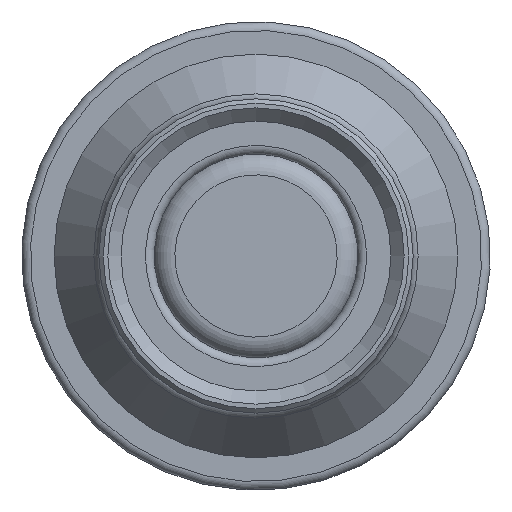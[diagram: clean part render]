
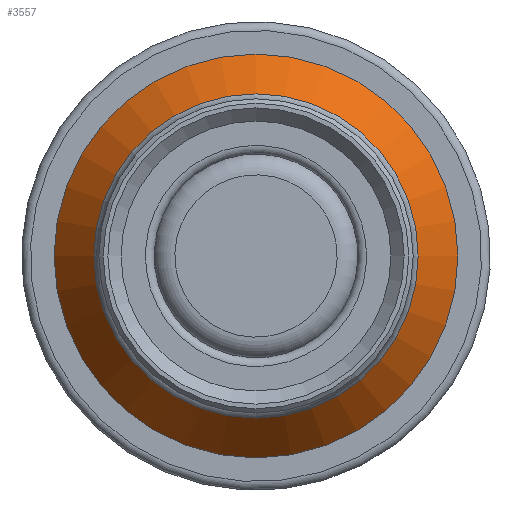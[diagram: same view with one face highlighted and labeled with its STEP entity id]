
A CAD part, front view. The second image highlights one B-rep face of the part: STEP entity #3557.
In plain terms, the highlighted conical face has half-angle 36.076 degrees and reference radius 17.9 mm.
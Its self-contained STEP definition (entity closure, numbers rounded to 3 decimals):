
#111=CONICAL_SURFACE('',#3827,17.9,0.63);
#907=ORIENTED_EDGE('',*,*,#1846,.F.);
#908=ORIENTED_EDGE('',*,*,#1847,.T.);
#1846=EDGE_CURVE('',#2336,#2336,#2652,.F.);
#1847=EDGE_CURVE('',#2337,#2337,#2653,.T.);
#2336=VERTEX_POINT('',#6530);
#2337=VERTEX_POINT('',#6532);
#2652=CIRCLE('',#3828,23.);
#2653=CIRCLE('',#3829,18.475);
#2890=EDGE_LOOP('',(#907));
#2891=EDGE_LOOP('',(#908));
#3214=FACE_BOUND('',#2890,.T.);
#3215=FACE_BOUND('',#2891,.T.);
#3557=ADVANCED_FACE('',(#3214,#3215),#111,.T.);
#3827=AXIS2_PLACEMENT_3D('',#6528,#4336,#4337);
#3828=AXIS2_PLACEMENT_3D('',#6529,#4338,#4339);
#3829=AXIS2_PLACEMENT_3D('',#6531,#4340,#4341);
#4336=DIRECTION('',(0.,1.,0.));
#4337=DIRECTION('',(0.,0.,1.));
#4338=DIRECTION('',(0.,-1.,0.));
#4339=DIRECTION('',(0.,0.,-1.));
#4340=DIRECTION('',(0.,1.,0.));
#4341=DIRECTION('',(0.,0.,1.));
#6528=CARTESIAN_POINT('',(0.,55.619,0.));
#6529=CARTESIAN_POINT('',(0.,62.619,0.));
#6530=CARTESIAN_POINT('',(0.,62.619,-23.));
#6531=CARTESIAN_POINT('',(0.,56.408,0.));
#6532=CARTESIAN_POINT('',(0.,56.408,18.475));
